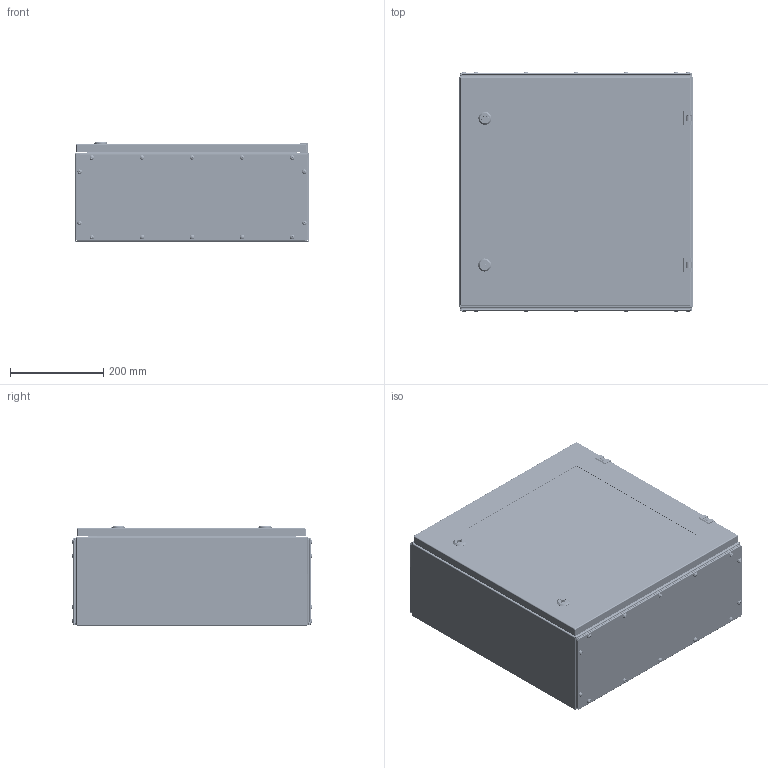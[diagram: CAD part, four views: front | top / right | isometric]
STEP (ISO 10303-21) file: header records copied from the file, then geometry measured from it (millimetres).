
FILE_DESCRIPTION (( 'STEP AP214' ), '1' );
FILE_NAME ('12.050.050.21.STEP', '2024-06-13T03:51:14', ( '' ), ( '' ), 'SwSTEP 2.0', 'SolidWorks 2021', '' );
FILE_SCHEMA (( 'AUTOMOTIVE_DESIGN' ));
Length unit declared in the file: millimetre
Products named in the file (29): Øïèëüêà ïðèâàðíàÿ Ì6õ20; 署赅 W500D210; 8SJ_MS705_0510.stp; 嵑謺麃 檐; 8SJ_MS705_0010.stp; Ïðîêëàäêà êðûøêè W500D210; Ñòåêëÿííàÿ äâåðü ÑÁ W500H500; Êîðïóñ øêàôà W500H500D210; 12.050.050.21; Áîëò Ì6õ10 ñ øåñòèãðàííîé ãîëîâêîé ñ ïðåññøàéáîé; Øïèëüêà ïðèâàðíàÿ Ì6õ15; 8SJ_MS705_0760.stp; Çàêëåïêà ðåçüáîâàÿ Ì5 øåñòèãðàííàÿ ñ óìåíüøåííûì áîðòîì; SW6X8.stp; Ïåðåìû÷êà êàðêàñà W500; Ãàéêà M6 DIN6923.step; Çàêëåïêà ðåçüáîâàÿ Ì8 øåñòèãðàííàÿ ñ óìåíüøåííûì áîðòîì; Âèíò DIN 967 Ì5õ16 ñ ïîëóêðóãëîé ãîëîâêîé ñ êðåñòîîáðàçíûì øëèöåì; ﾄ粢鮱 W500H500; ﾇ瑟鶴 ﾀﾑ ms1000-3M.stp; 8SJ_MS705-1_0040.stp; 417.550; 砑鳧罻 H500; 栺樏鋋 W500H500; Êàðêàñ øêàôà W500H500D210; 8SJ_S1B_0001.stp; Ãàñêåòèíã W500H500; 砑鳧罻 W500; Øïèëüêà ïðèâàðíàÿ Ì6õ10
Assembly tree (125 placements, depth 4):
  12.050.050.21
    Êàðêàñ øêàôà W500H500D210
      Êîðïóñ øêàôà W500H500D210
      Ïåðåìû÷êà êàðêàñà W500  x2
      Øïèëüêà ïðèâàðíàÿ Ì6õ15  x8
      Øïèëüêà ïðèâàðíàÿ Ì6õ20  x4
    署赅 W500D210  x2
    Ïðîêëàäêà êðûøêè W500D210  x2
    Ñòåêëÿííàÿ äâåðü ÑÁ W500H500
      ﾄ粢鮱 W500H500
      Ãàñêåòèíã W500H500
      ﾇ瑟鶴 ﾀﾑ ms1000-3M.stp  x2
        8SJ_MS705_0010.stp
        8SJ_MS705_0510.stp
        8SJ_MS705_0760.stp
        8SJ_S1B_0001.stp
        8SJ_MS705-1_0040.stp
        SW6X8.stp
      Øïèëüêà ïðèâàðíàÿ Ì6õ10  x10
      栺樏鋋 W500H500
      Ãàéêà M6 DIN6923.step  x10
      砑鳧罻 H500  x2
      砑鳧罻 W500  x2
    嵑謺麃 檐  x2
    Áîëò Ì6õ10 ñ øåñòèãðàííîé ãîëîâêîé ñ ïðåññøàéáîé  x2
    Çàêëåïêà ðåçüáîâàÿ Ì5 øåñòèãðàííàÿ ñ óìåíüøåííûì áîðòîì  x28
    Âèíò DIN 967 Ì5õ16 ñ ïîëóêðóãëîé ãîëîâêîé ñ êðåñòîîáðàçíûì øëèöåì  x28
    Çàêëåïêà ðåçüáîâàÿ Ì8 øåñòèãðàííàÿ ñ óìåíüøåííûì áîðòîì  x4
    417.550
    Ãàéêà M6 DIN6923.step  x4
Bounding box: 500 x 515.17 x 214.65 mm (x, y, z)
Volume: 2221139.2 mm3; surface area: 2952582.1 mm2
Topology: 125 solids, 137 shells, 6843 faces, 17289 edges, 10772 vertices
Faces by surface type: plane 2787, cylinder 2341, bspline 723, cone 456, torus 368, sphere 168
Entity records: 89279 total; most frequent: CARTESIAN_POINT 43901, ORIENTED_EDGE 9674, DIRECTION 8130, EDGE_CURVE 4843, VERTEX_POINT 2985, AXIS2_PLACEMENT_3D 2727, VECTOR 2676, LINE 2676
